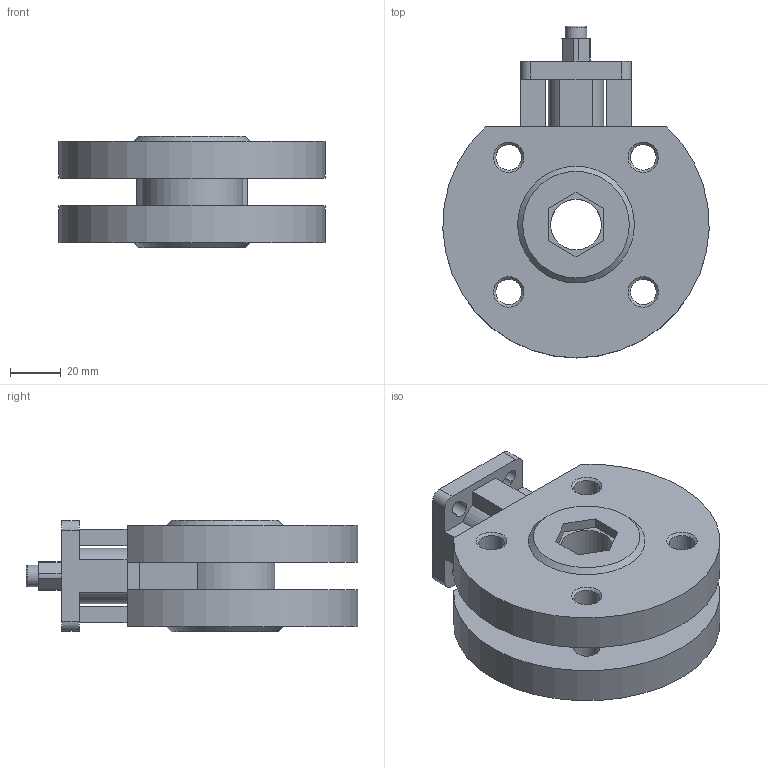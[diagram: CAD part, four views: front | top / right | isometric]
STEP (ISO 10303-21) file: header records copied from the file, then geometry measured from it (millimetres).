
FILE_DESCRIPTION(/* description */ ('STEP AP214'),/* implementation_level */ '2;1');
FILE_NAME(/* name */ '1692200_VZBC-20-FF-40-22-F0304-V4V4T',/* time_stamp */ '2024-09-18T00:45:57+02:00',/* author */ ('License CC BY-ND 4.0'),/* organization */ ('CADENAS'),/* preprocessor_version */ 'ST-DEVELOPER v19.3',/* originating_system */ 'PARTsolutions',/* authorisation */ ' ');
FILE_SCHEMA (('AUTOMOTIVE_DESIGN {1 0 10303 214 3 1 1}'));
Length unit declared in the file: millimetre
Products named in the file (1): 1692200 VZBC-20-FF-40-22-F0304-V4V4T
Bounding box: 104.95 x 130.8 x 44 mm (x, y, z)
Volume: 260433 mm3; surface area: 53322.3 mm2
Topology: 1 solids, 1 shells, 92 faces, 251 edges, 163 vertices
Faces by surface type: plane 49, cylinder 31, cone 11, torus 1
Full cylindrical faces by diameter (mm): 8.5 x1, 10.106 x8, 20 x1, 22 x1, 27 x1
Entity records: 2874 total; most frequent: DIRECTION 494, CARTESIAN_POINT 479, ORIENTED_EDGE 450, EDGE_CURVE 225, AXIS2_PLACEMENT_3D 176, VERTEX_POINT 161, EDGE_LOOP 152, FACE_BOUND 152
